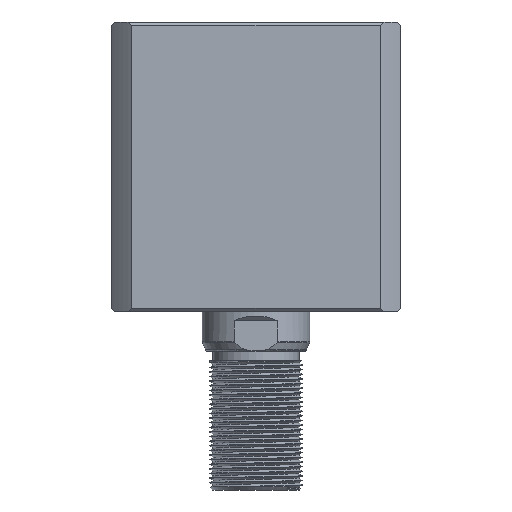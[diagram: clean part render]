
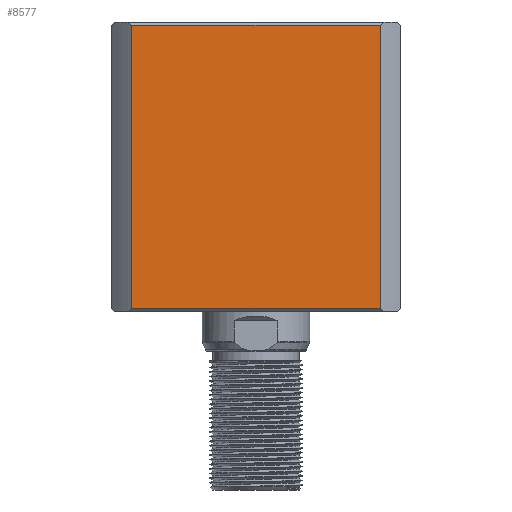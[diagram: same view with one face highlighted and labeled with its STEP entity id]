
A CAD part, left-side view. The second image highlights one B-rep face of the part: STEP entity #8577.
In plain terms, the highlighted planar face has unit normal (-1, 0, 0).
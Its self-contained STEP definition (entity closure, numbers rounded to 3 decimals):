
#265 = VECTOR ( 'NONE', #9000, 1000. ) ;
#466 = ORIENTED_EDGE ( 'NONE', *, *, #6172, .F. ) ;
#760 = CARTESIAN_POINT ( 'NONE',  ( -47., 47., 93. ) ) ;
#1903 = ORIENTED_EDGE ( 'NONE', *, *, #14694, .T. ) ;
#2308 = CARTESIAN_POINT ( 'NONE',  ( -47., 40.435, 300. ) ) ;
#3664 = LINE ( 'NONE', #5525, #10573 ) ;
#4081 = CARTESIAN_POINT ( 'NONE',  ( -47., 40.435, 93. ) ) ;
#4430 = ORIENTED_EDGE ( 'NONE', *, *, #7740, .F. ) ;
#5525 = CARTESIAN_POINT ( 'NONE',  ( -47., -40.435, 300. ) ) ;
#5975 = ORIENTED_EDGE ( 'NONE', *, *, #11501, .T. ) ;
#6172 = EDGE_CURVE ( 'NONE', #10522, #15186, #14836, .T. ) ;
#6516 = CARTESIAN_POINT ( 'NONE',  ( -47., 40.435, 1. ) ) ;
#7209 = EDGE_LOOP ( 'NONE', ( #4430, #5975, #466, #1903 ) ) ;
#7561 = LINE ( 'NONE', #760, #265 ) ;
#7740 = EDGE_CURVE ( 'NONE', #10211, #11719, #3664, .T. ) ;
#7823 = DIRECTION ( 'NONE',  ( 0., 1., 0. ) ) ;
#8577 = ADVANCED_FACE ( 'NONE', ( #14665 ), #14676, .F. ) ;
#8915 = AXIS2_PLACEMENT_3D ( 'NONE', #16032, #11925, #7823 ) ;
#9000 = DIRECTION ( 'NONE',  ( 0., 1., 0. ) ) ;
#10211 = VERTEX_POINT ( 'NONE', #11100 ) ;
#10522 = VERTEX_POINT ( 'NONE', #6516 ) ;
#10573 = VECTOR ( 'NONE', #13753, 1000. ) ;
#11100 = CARTESIAN_POINT ( 'NONE',  ( -47., -40.435, 93. ) ) ;
#11105 = CARTESIAN_POINT ( 'NONE',  ( -47., -40.435, 1. ) ) ;
#11501 = EDGE_CURVE ( 'NONE', #10211, #15186, #7561, .T. ) ;
#11719 = VERTEX_POINT ( 'NONE', #11105 ) ;
#11925 = DIRECTION ( 'NONE',  ( 1., 0., 0. ) ) ;
#12642 = LINE ( 'NONE', #16607, #14981 ) ;
#13753 = DIRECTION ( 'NONE',  ( 0., 0., -1. ) ) ;
#13903 = DIRECTION ( 'NONE',  ( 0., -1., 0. ) ) ;
#14423 = VECTOR ( 'NONE', #16051, 1000. ) ;
#14665 = FACE_OUTER_BOUND ( 'NONE', #7209, .T. ) ;
#14676 = PLANE ( 'NONE',  #8915 ) ;
#14694 = EDGE_CURVE ( 'NONE', #10522, #11719, #12642, .T. ) ;
#14836 = LINE ( 'NONE', #2308, #14423 ) ;
#14981 = VECTOR ( 'NONE', #13903, 1000. ) ;
#15186 = VERTEX_POINT ( 'NONE', #4081 ) ;
#16032 = CARTESIAN_POINT ( 'NONE',  ( -47., 47., 94. ) ) ;
#16051 = DIRECTION ( 'NONE',  ( 0., 0., 1. ) ) ;
#16607 = CARTESIAN_POINT ( 'NONE',  ( -47., 47., 1. ) ) ;
